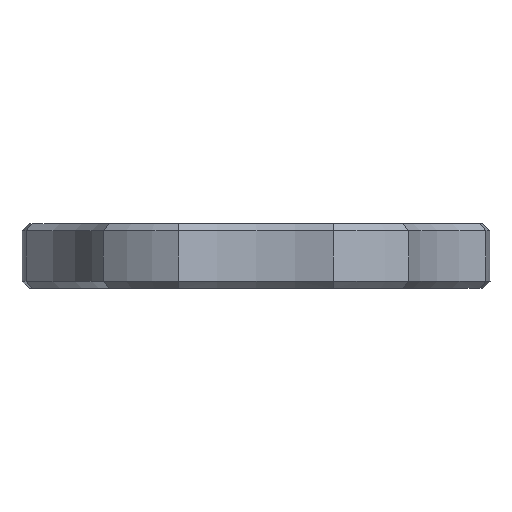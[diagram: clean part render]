
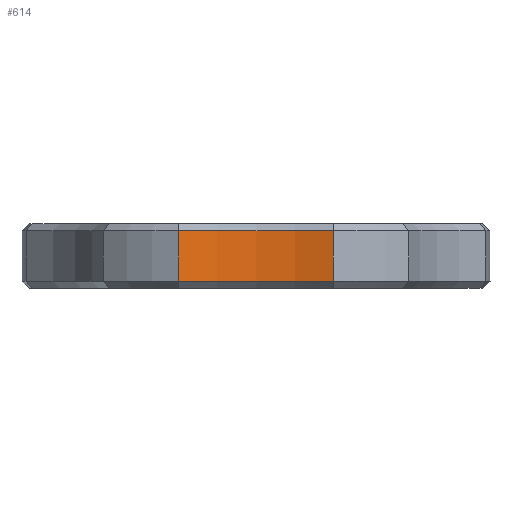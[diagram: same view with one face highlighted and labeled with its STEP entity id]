
A CAD part, front view. The second image highlights one B-rep face of the part: STEP entity #614.
In plain terms, the highlighted cylindrical face has radius 35 mm (diameter 70 mm), a partial arc.
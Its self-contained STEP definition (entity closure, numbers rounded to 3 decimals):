
#41 = VERTEX_POINT ( 'NONE', #892 ) ;
#117 = CARTESIAN_POINT ( 'NONE',  ( -10.719, -30.682, 4.5 ) ) ;
#133 = EDGE_CURVE ( 'NONE', #41, #845, #2654, .T. ) ;
#163 = EDGE_CURVE ( 'NONE', #1975, #168, #2735, .T. ) ;
#168 = VERTEX_POINT ( 'NONE', #964 ) ;
#181 = DIRECTION ( 'NONE',  ( 0., 0., -1. ) ) ;
#204 = AXIS2_PLACEMENT_3D ( 'NONE', #1893, #1907, #1885 ) ;
#355 = EDGE_LOOP ( 'NONE', ( #1550, #1553, #1556, #1583 ) ) ;
#614 = ADVANCED_FACE ( 'NONE', ( #2474 ), #2464, .F. ) ;
#800 = AXIS2_PLACEMENT_3D ( 'NONE', #935, #928, #920 ) ;
#806 = AXIS2_PLACEMENT_3D ( 'NONE', #2424, #1078, #2592 ) ;
#845 = VERTEX_POINT ( 'NONE', #2114 ) ;
#892 = CARTESIAN_POINT ( 'NONE',  ( 10.719, -30.682, 8. ) ) ;
#920 = DIRECTION ( 'NONE',  ( 1., 0., 0. ) ) ;
#928 = DIRECTION ( 'NONE',  ( 0., 0., -1. ) ) ;
#935 = CARTESIAN_POINT ( 'NONE',  ( 0., -64., 1. ) ) ;
#964 = CARTESIAN_POINT ( 'NONE',  ( 10.719, -30.682, 1. ) ) ;
#1078 = DIRECTION ( 'NONE',  ( 0., 0., 1. ) ) ;
#1112 = VECTOR ( 'NONE', #2195, 1000. ) ;
#1164 = EDGE_CURVE ( 'NONE', #845, #1975, #1213, .T. ) ;
#1176 = LINE ( 'NONE', #2812, #1112 ) ;
#1185 = VECTOR ( 'NONE', #181, 1000. ) ;
#1213 = LINE ( 'NONE', #117, #1185 ) ;
#1399 = EDGE_CURVE ( 'NONE', #168, #41, #1176, .T. ) ;
#1550 = ORIENTED_EDGE ( 'NONE', *, *, #1164, .T. ) ;
#1553 = ORIENTED_EDGE ( 'NONE', *, *, #163, .T. ) ;
#1556 = ORIENTED_EDGE ( 'NONE', *, *, #1399, .T. ) ;
#1583 = ORIENTED_EDGE ( 'NONE', *, *, #133, .T. ) ;
#1885 = DIRECTION ( 'NONE',  ( -1., 0., 0. ) ) ;
#1893 = CARTESIAN_POINT ( 'NONE',  ( 0., -64., 9. ) ) ;
#1907 = DIRECTION ( 'NONE',  ( 0., 0., -1. ) ) ;
#1975 = VERTEX_POINT ( 'NONE', #2380 ) ;
#2114 = CARTESIAN_POINT ( 'NONE',  ( -10.719, -30.682, 8. ) ) ;
#2195 = DIRECTION ( 'NONE',  ( 0., 0., 1. ) ) ;
#2380 = CARTESIAN_POINT ( 'NONE',  ( -10.719, -30.682, 1. ) ) ;
#2424 = CARTESIAN_POINT ( 'NONE',  ( 0., -64., 8. ) ) ;
#2464 = CYLINDRICAL_SURFACE ( 'NONE', #204, 35. ) ;
#2474 = FACE_OUTER_BOUND ( 'NONE', #355, .T. ) ;
#2592 = DIRECTION ( 'NONE',  ( 1., 0., 0. ) ) ;
#2654 = CIRCLE ( 'NONE', #806, 35. ) ;
#2735 = CIRCLE ( 'NONE', #800, 35. ) ;
#2812 = CARTESIAN_POINT ( 'NONE',  ( 10.719, -30.682, 4.5 ) ) ;
